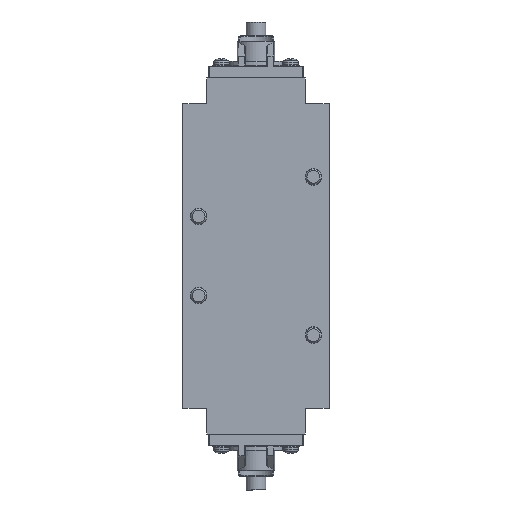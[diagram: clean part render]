
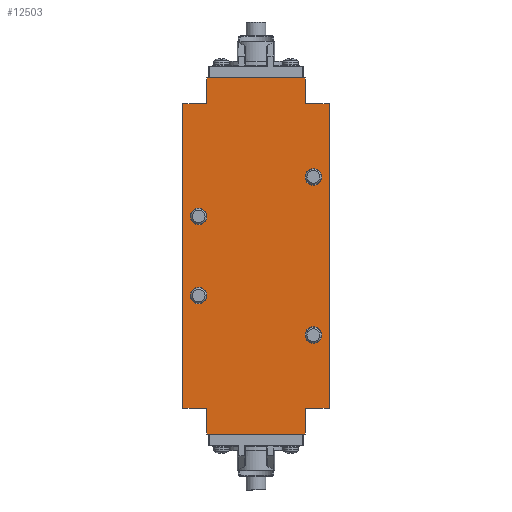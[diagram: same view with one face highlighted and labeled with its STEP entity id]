
A CAD part, front view. The second image highlights one B-rep face of the part: STEP entity #12503.
In plain terms, the highlighted planar face has unit normal (0, -1, 0).
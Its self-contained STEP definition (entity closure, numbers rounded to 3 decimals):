
#1091=LINE('',#22271,#2113);
#1117=LINE('',#22342,#2139);
#1160=LINE('',#22485,#2182);
#1162=LINE('',#22491,#2184);
#1165=LINE('',#22497,#2187);
#1166=LINE('',#22499,#2188);
#1167=LINE('',#22501,#2189);
#1169=LINE('',#22505,#2191);
#1171=LINE('',#22509,#2193);
#1175=LINE('',#22520,#2197);
#1176=LINE('',#22523,#2198);
#1177=LINE('',#22524,#2199);
#2113=VECTOR('',#16987,154.);
#2139=VECTOR('',#17071,154.);
#2182=VECTOR('',#17248,13.);
#2184=VECTOR('',#17252,13.);
#2187=VECTOR('',#17261,50.);
#2188=VECTOR('',#17264,12.);
#2189=VECTOR('',#17267,12.);
#2191=VECTOR('',#17271,12.);
#2193=VECTOR('',#17275,12.);
#2197=VECTOR('',#17289,13.);
#2198=VECTOR('',#17292,50.);
#2199=VECTOR('',#17293,13.);
#2703=FACE_BOUND('',#4372,.T.);
#2704=FACE_BOUND('',#4373,.T.);
#2705=FACE_BOUND('',#4374,.T.);
#2706=FACE_BOUND('',#4375,.T.);
#3424=FACE_OUTER_BOUND('',#4371,.T.);
#4371=EDGE_LOOP('',(#10815,#10816,#10817,#10818,#10819,#10820,#10821,#10822,
#10823,#10824,#10825,#10826));
#4372=EDGE_LOOP('',(#10827));
#4373=EDGE_LOOP('',(#10828));
#4374=EDGE_LOOP('',(#10829));
#4375=EDGE_LOOP('',(#10830));
#4932=CIRCLE('',#13798,4.2);
#4933=CIRCLE('',#13800,4.2);
#4934=CIRCLE('',#13802,4.2);
#4935=CIRCLE('',#13804,4.2);
#5906=VERTEX_POINT('',#22268);
#5907=VERTEX_POINT('',#22270);
#5922=VERTEX_POINT('',#22339);
#5923=VERTEX_POINT('',#22341);
#5950=VERTEX_POINT('',#22461);
#5951=VERTEX_POINT('',#22464);
#5952=VERTEX_POINT('',#22467);
#5953=VERTEX_POINT('',#22470);
#5955=VERTEX_POINT('',#22481);
#5956=VERTEX_POINT('',#22483);
#5957=VERTEX_POINT('',#22487);
#5959=VERTEX_POINT('',#22490);
#5960=VERTEX_POINT('',#22503);
#5961=VERTEX_POINT('',#22507);
#5963=VERTEX_POINT('',#22518);
#5964=VERTEX_POINT('',#22522);
#7472=EDGE_CURVE('',#5906,#5907,#1091,.T.);
#7510=EDGE_CURVE('',#5923,#5922,#1117,.T.);
#7567=EDGE_CURVE('',#5950,#5950,#4932,.T.);
#7568=EDGE_CURVE('',#5951,#5951,#4933,.T.);
#7569=EDGE_CURVE('',#5952,#5952,#4934,.T.);
#7570=EDGE_CURVE('',#5953,#5953,#4935,.T.);
#7575=EDGE_CURVE('',#5956,#5955,#1160,.T.);
#7577=EDGE_CURVE('',#5959,#5957,#1162,.T.);
#7581=EDGE_CURVE('',#5955,#5957,#1165,.T.);
#7582=EDGE_CURVE('',#5922,#5959,#1166,.T.);
#7583=EDGE_CURVE('',#5956,#5907,#1167,.T.);
#7585=EDGE_CURVE('',#5960,#5906,#1169,.T.);
#7587=EDGE_CURVE('',#5923,#5961,#1171,.T.);
#7592=EDGE_CURVE('',#5960,#5963,#1175,.T.);
#7593=EDGE_CURVE('',#5963,#5964,#1176,.T.);
#7594=EDGE_CURVE('',#5961,#5964,#1177,.T.);
#10815=ORIENTED_EDGE('',*,*,#7472,.F.);
#10816=ORIENTED_EDGE('',*,*,#7585,.F.);
#10817=ORIENTED_EDGE('',*,*,#7592,.T.);
#10818=ORIENTED_EDGE('',*,*,#7593,.T.);
#10819=ORIENTED_EDGE('',*,*,#7594,.F.);
#10820=ORIENTED_EDGE('',*,*,#7587,.F.);
#10821=ORIENTED_EDGE('',*,*,#7510,.T.);
#10822=ORIENTED_EDGE('',*,*,#7582,.T.);
#10823=ORIENTED_EDGE('',*,*,#7577,.T.);
#10824=ORIENTED_EDGE('',*,*,#7581,.F.);
#10825=ORIENTED_EDGE('',*,*,#7575,.F.);
#10826=ORIENTED_EDGE('',*,*,#7583,.T.);
#10827=ORIENTED_EDGE('',*,*,#7567,.T.);
#10828=ORIENTED_EDGE('',*,*,#7568,.T.);
#10829=ORIENTED_EDGE('',*,*,#7569,.T.);
#10830=ORIENTED_EDGE('',*,*,#7570,.T.);
#11643=PLANE('',#13825);
#12503=ADVANCED_FACE('',(#3424,#2703,#2704,#2705,#2706),#11643,.T.);
#13798=AXIS2_PLACEMENT_3D('',#22462,#17217,#17218);
#13800=AXIS2_PLACEMENT_3D('',#22465,#17221,#17222);
#13802=AXIS2_PLACEMENT_3D('',#22468,#17225,#17226);
#13804=AXIS2_PLACEMENT_3D('',#22471,#17229,#17230);
#13825=AXIS2_PLACEMENT_3D('',#22521,#17290,#17291);
#16987=DIRECTION('',(0.,0.,-1.));
#17071=DIRECTION('',(0.,0.,-1.));
#17217=DIRECTION('center_axis',(0.,1.,0.));
#17218=DIRECTION('ref_axis',(1.,0.,0.));
#17221=DIRECTION('center_axis',(0.,1.,0.));
#17222=DIRECTION('ref_axis',(1.,0.,0.));
#17225=DIRECTION('center_axis',(0.,1.,0.));
#17226=DIRECTION('ref_axis',(1.,0.,0.));
#17229=DIRECTION('center_axis',(0.,1.,0.));
#17230=DIRECTION('ref_axis',(1.,0.,0.));
#17248=DIRECTION('',(0.,0.,-1.));
#17252=DIRECTION('',(0.,0.,-1.));
#17261=DIRECTION('',(-1.,0.,0.));
#17264=DIRECTION('',(1.,0.,0.));
#17267=DIRECTION('',(1.,0.,0.));
#17271=DIRECTION('',(1.,0.,0.));
#17275=DIRECTION('',(1.,0.,0.));
#17289=DIRECTION('',(0.,0.,1.));
#17290=DIRECTION('center_axis',(0.,-1.,0.));
#17291=DIRECTION('ref_axis',(0.,0.,-1.));
#17292=DIRECTION('',(-1.,0.,0.));
#17293=DIRECTION('',(0.,0.,1.));
#22268=CARTESIAN_POINT('',(37.,-50.,0.));
#22270=CARTESIAN_POINT('',(37.,-50.,-154.));
#22271=CARTESIAN_POINT('',(37.,-50.,0.));
#22339=CARTESIAN_POINT('',(-37.,-50.,-154.));
#22341=CARTESIAN_POINT('',(-37.,-50.,0.));
#22342=CARTESIAN_POINT('',(-37.,-50.,0.));
#22461=CARTESIAN_POINT('',(24.8,-50.,-117.));
#22462=CARTESIAN_POINT('Origin',(29.,-50.,-117.));
#22464=CARTESIAN_POINT('',(24.8,-50.,-37.));
#22465=CARTESIAN_POINT('Origin',(29.,-50.,-37.));
#22467=CARTESIAN_POINT('',(-33.2,-50.,-57.));
#22468=CARTESIAN_POINT('Origin',(-29.,-50.,-57.));
#22470=CARTESIAN_POINT('',(-33.2,-50.,-97.));
#22471=CARTESIAN_POINT('Origin',(-29.,-50.,-97.));
#22481=CARTESIAN_POINT('',(25.,-50.,-167.));
#22483=CARTESIAN_POINT('',(25.,-50.,-154.));
#22485=CARTESIAN_POINT('',(25.,-50.,-154.));
#22487=CARTESIAN_POINT('',(-25.,-50.,-167.));
#22490=CARTESIAN_POINT('',(-25.,-50.,-154.));
#22491=CARTESIAN_POINT('',(-25.,-50.,-154.));
#22497=CARTESIAN_POINT('',(25.,-50.,-167.));
#22499=CARTESIAN_POINT('',(-37.,-50.,-154.));
#22501=CARTESIAN_POINT('',(-37.,-50.,-154.));
#22503=CARTESIAN_POINT('',(25.,-50.,0.));
#22505=CARTESIAN_POINT('',(-37.,-50.,0.));
#22507=CARTESIAN_POINT('',(-25.,-50.,0.));
#22509=CARTESIAN_POINT('',(-37.,-50.,0.));
#22518=CARTESIAN_POINT('',(25.,-50.,13.));
#22520=CARTESIAN_POINT('',(25.,-50.,0.));
#22521=CARTESIAN_POINT('Origin',(-23.,-50.,0.));
#22522=CARTESIAN_POINT('',(-25.,-50.,13.));
#22523=CARTESIAN_POINT('',(-23.,-50.,13.));
#22524=CARTESIAN_POINT('',(-25.,-50.,0.));
